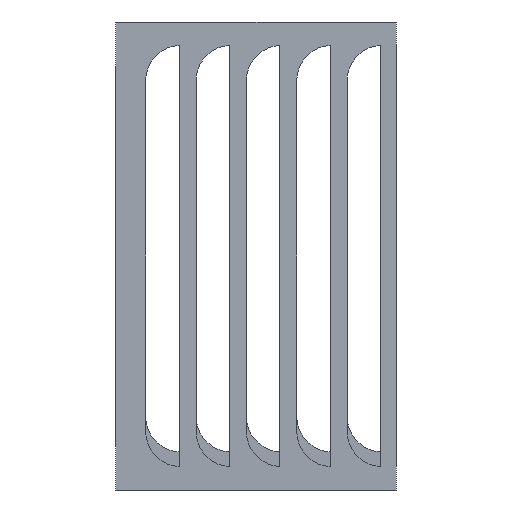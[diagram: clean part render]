
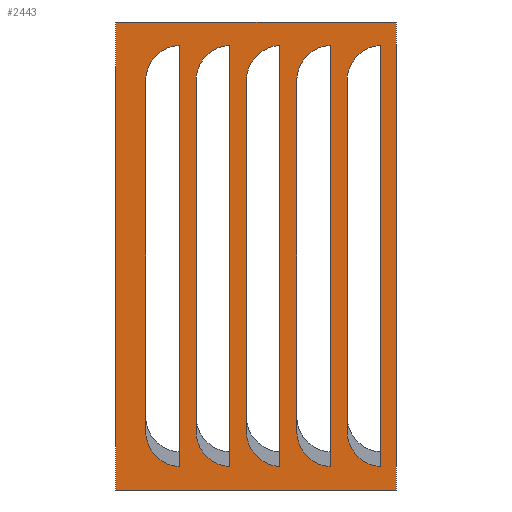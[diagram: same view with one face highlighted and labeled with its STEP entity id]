
A CAD part, left-side view. The second image highlights one B-rep face of the part: STEP entity #2443.
In plain terms, the highlighted planar face has unit normal (-1, 0, 0).
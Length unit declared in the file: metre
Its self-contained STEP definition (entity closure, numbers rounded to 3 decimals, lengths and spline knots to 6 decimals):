
#26=CIRCLE('',#2632,0.009566);
#28=CIRCLE('',#2635,0.009566);
#30=CIRCLE('',#2638,0.009566);
#32=CIRCLE('',#2641,0.009566);
#35=CIRCLE('',#2645,0.009566);
#37=CIRCLE('',#2648,0.009566);
#38=CIRCLE('',#2650,0.009566);
#40=CIRCLE('',#2653,0.009566);
#42=CIRCLE('',#2656,0.009566);
#44=CIRCLE('',#2659,0.009566);
#519=ORIENTED_EDGE('',*,*,#1132,.F.);
#520=ORIENTED_EDGE('',*,*,#1119,.T.);
#521=ORIENTED_EDGE('',*,*,#1133,.T.);
#522=ORIENTED_EDGE('',*,*,#1134,.F.);
#523=ORIENTED_EDGE('',*,*,#1135,.T.);
#524=ORIENTED_EDGE('',*,*,#944,.T.);
#525=ORIENTED_EDGE('',*,*,#1069,.T.);
#526=ORIENTED_EDGE('',*,*,#980,.T.);
#527=ORIENTED_EDGE('',*,*,#1136,.T.);
#528=ORIENTED_EDGE('',*,*,#948,.T.);
#529=ORIENTED_EDGE('',*,*,#1071,.T.);
#530=ORIENTED_EDGE('',*,*,#976,.T.);
#531=ORIENTED_EDGE('',*,*,#1137,.T.);
#532=ORIENTED_EDGE('',*,*,#952,.T.);
#533=ORIENTED_EDGE('',*,*,#1075,.T.);
#534=ORIENTED_EDGE('',*,*,#972,.T.);
#535=ORIENTED_EDGE('',*,*,#1138,.T.);
#536=ORIENTED_EDGE('',*,*,#956,.T.);
#537=ORIENTED_EDGE('',*,*,#1073,.T.);
#538=ORIENTED_EDGE('',*,*,#968,.T.);
#539=ORIENTED_EDGE('',*,*,#1067,.T.);
#540=ORIENTED_EDGE('',*,*,#967,.T.);
#541=ORIENTED_EDGE('',*,*,#984,.T.);
#542=ORIENTED_EDGE('',*,*,#962,.T.);
#944=EDGE_CURVE('',#1278,#1279,#26,.T.);
#948=EDGE_CURVE('',#1282,#1283,#28,.T.);
#952=EDGE_CURVE('',#1286,#1287,#30,.T.);
#956=EDGE_CURVE('',#1290,#1291,#32,.T.);
#962=EDGE_CURVE('',#1297,#1296,#35,.T.);
#967=EDGE_CURVE('',#1299,#1301,#37,.T.);
#968=EDGE_CURVE('',#1302,#1303,#38,.T.);
#972=EDGE_CURVE('',#1306,#1307,#40,.T.);
#976=EDGE_CURVE('',#1310,#1311,#42,.T.);
#980=EDGE_CURVE('',#1314,#1315,#44,.T.);
#984=EDGE_CURVE('',#1301,#1297,#1528,.T.);
#1067=EDGE_CURVE('',#1296,#1299,#1611,.T.);
#1069=EDGE_CURVE('',#1279,#1314,#1613,.T.);
#1071=EDGE_CURVE('',#1283,#1310,#1615,.T.);
#1073=EDGE_CURVE('',#1291,#1302,#1617,.T.);
#1075=EDGE_CURVE('',#1287,#1306,#1619,.T.);
#1119=EDGE_CURVE('',#1421,#1422,#1641,.T.);
#1132=EDGE_CURVE('',#1421,#1423,#1644,.T.);
#1133=EDGE_CURVE('',#1422,#1424,#1645,.T.);
#1134=EDGE_CURVE('',#1423,#1424,#1646,.T.);
#1135=EDGE_CURVE('',#1315,#1278,#1647,.T.);
#1136=EDGE_CURVE('',#1311,#1282,#1648,.T.);
#1137=EDGE_CURVE('',#1307,#1286,#1649,.T.);
#1138=EDGE_CURVE('',#1303,#1290,#1650,.T.);
#1278=VERTEX_POINT('',#3721);
#1279=VERTEX_POINT('',#3722);
#1282=VERTEX_POINT('',#3730);
#1283=VERTEX_POINT('',#3731);
#1286=VERTEX_POINT('',#3739);
#1287=VERTEX_POINT('',#3740);
#1290=VERTEX_POINT('',#3748);
#1291=VERTEX_POINT('',#3749);
#1296=VERTEX_POINT('',#3760);
#1297=VERTEX_POINT('',#3762);
#1299=VERTEX_POINT('',#3767);
#1301=VERTEX_POINT('',#3771);
#1302=VERTEX_POINT('',#3775);
#1303=VERTEX_POINT('',#3776);
#1306=VERTEX_POINT('',#3784);
#1307=VERTEX_POINT('',#3785);
#1310=VERTEX_POINT('',#3793);
#1311=VERTEX_POINT('',#3794);
#1314=VERTEX_POINT('',#3802);
#1315=VERTEX_POINT('',#3803);
#1421=VERTEX_POINT('',#4078);
#1422=VERTEX_POINT('',#4079);
#1423=VERTEX_POINT('',#4094);
#1424=VERTEX_POINT('',#4096);
#1528=LINE('',#3810,#1764);
#1611=LINE('',#3994,#1847);
#1613=LINE('',#3997,#1849);
#1615=LINE('',#4000,#1851);
#1617=LINE('',#4003,#1853);
#1619=LINE('',#4006,#1855);
#1641=LINE('',#4077,#1877);
#1644=LINE('',#4093,#1880);
#1645=LINE('',#4095,#1881);
#1646=LINE('',#4097,#1882);
#1647=LINE('',#4098,#1883);
#1648=LINE('',#4099,#1884);
#1649=LINE('',#4100,#1885);
#1650=LINE('',#4101,#1886);
#1764=VECTOR('',#3053,1.);
#1847=VECTOR('',#3178,1.);
#1849=VECTOR('',#3182,1.);
#1851=VECTOR('',#3186,1.);
#1853=VECTOR('',#3190,1.);
#1855=VECTOR('',#3194,1.);
#1877=VECTOR('',#3268,1.);
#1880=VECTOR('',#3293,1.);
#1881=VECTOR('',#3294,1.);
#1882=VECTOR('',#3295,1.);
#1883=VECTOR('',#3296,1.);
#1884=VECTOR('',#3297,1.);
#1885=VECTOR('',#3298,1.);
#1886=VECTOR('',#3299,1.);
#2005=EDGE_LOOP('',(#519,#520,#521,#522));
#2006=EDGE_LOOP('',(#523,#524,#525,#526));
#2007=EDGE_LOOP('',(#527,#528,#529,#530));
#2008=EDGE_LOOP('',(#531,#532,#533,#534));
#2009=EDGE_LOOP('',(#535,#536,#537,#538));
#2010=EDGE_LOOP('',(#539,#540,#541,#542));
#2191=FACE_BOUND('',#2005,.T.);
#2192=FACE_BOUND('',#2006,.T.);
#2193=FACE_BOUND('',#2007,.T.);
#2194=FACE_BOUND('',#2008,.T.);
#2195=FACE_BOUND('',#2009,.T.);
#2196=FACE_BOUND('',#2010,.T.);
#2344=PLANE('',#2723);
#2443=ADVANCED_FACE('',(#2191,#2192,#2193,#2194,#2195,#2196),#2344,.F.);
#2632=AXIS2_PLACEMENT_3D('',#3720,#2973,#2974);
#2635=AXIS2_PLACEMENT_3D('',#3729,#2981,#2982);
#2638=AXIS2_PLACEMENT_3D('',#3738,#2989,#2990);
#2641=AXIS2_PLACEMENT_3D('',#3747,#2997,#2998);
#2645=AXIS2_PLACEMENT_3D('',#3761,#3008,#3009);
#2648=AXIS2_PLACEMENT_3D('',#3772,#3017,#3018);
#2650=AXIS2_PLACEMENT_3D('',#3774,#3021,#3022);
#2653=AXIS2_PLACEMENT_3D('',#3783,#3029,#3030);
#2656=AXIS2_PLACEMENT_3D('',#3792,#3037,#3038);
#2659=AXIS2_PLACEMENT_3D('',#3801,#3045,#3046);
#2723=AXIS2_PLACEMENT_3D('',#4092,#3291,#3292);
#2973=DIRECTION('',(1.,0.,0.));
#2974=DIRECTION('',(0.,0.,-1.));
#2981=DIRECTION('',(1.,0.,0.));
#2982=DIRECTION('',(0.,0.,-1.));
#2989=DIRECTION('',(1.,0.,0.));
#2990=DIRECTION('',(0.,0.,-1.));
#2997=DIRECTION('',(1.,0.,0.));
#2998=DIRECTION('',(0.,0.,-1.));
#3008=DIRECTION('',(1.,0.,0.));
#3009=DIRECTION('',(0.,0.,-1.));
#3017=DIRECTION('',(1.,0.,0.));
#3018=DIRECTION('',(0.,0.,-1.));
#3021=DIRECTION('',(1.,0.,0.));
#3022=DIRECTION('',(0.,0.,-1.));
#3029=DIRECTION('',(1.,0.,0.));
#3030=DIRECTION('',(0.,0.,-1.));
#3037=DIRECTION('',(1.,0.,0.));
#3038=DIRECTION('',(0.,0.,-1.));
#3045=DIRECTION('',(1.,0.,0.));
#3046=DIRECTION('',(0.,0.,-1.));
#3053=DIRECTION('',(0.,0.,1.));
#3178=DIRECTION('',(0.,0.,-1.));
#3182=DIRECTION('',(0.,0.,-1.));
#3186=DIRECTION('',(0.,0.,-1.));
#3190=DIRECTION('',(0.,0.,-1.));
#3194=DIRECTION('',(0.,0.,-1.));
#3268=DIRECTION('',(0.,1.,0.));
#3291=DIRECTION('',(1.,0.,0.));
#3292=DIRECTION('',(0.,0.,-1.));
#3293=DIRECTION('',(0.,0.,-1.));
#3294=DIRECTION('',(0.,0.,-1.));
#3295=DIRECTION('',(0.,1.,0.));
#3296=DIRECTION('',(0.,0.,1.));
#3297=DIRECTION('',(0.,0.,1.));
#3298=DIRECTION('',(0.,0.,1.));
#3299=DIRECTION('',(0.,0.,1.));
#3720=CARTESIAN_POINT('',(-0.0635,-0.072382,0.047584));
#3721=CARTESIAN_POINT('',(-0.0635,-0.062816,0.047584));
#3722=CARTESIAN_POINT('',(-0.0635,-0.071925,0.057139));
#3729=CARTESIAN_POINT('',(-0.0635,-0.058718,0.047584));
#3730=CARTESIAN_POINT('',(-0.0635,-0.049152,0.047584));
#3731=CARTESIAN_POINT('',(-0.0635,-0.058261,0.057139));
#3738=CARTESIAN_POINT('',(-0.0635,-0.045054,0.047584));
#3739=CARTESIAN_POINT('',(-0.0635,-0.035488,0.047584));
#3740=CARTESIAN_POINT('',(-0.0635,-0.044597,0.057139));
#3747=CARTESIAN_POINT('',(-0.0635,-0.03139,0.047584));
#3748=CARTESIAN_POINT('',(-0.0635,-0.021824,0.047584));
#3749=CARTESIAN_POINT('',(-0.0635,-0.030933,0.057139));
#3760=CARTESIAN_POINT('',(-0.0635,-0.01727,0.057139));
#3761=CARTESIAN_POINT('',(-0.0635,-0.017726,0.047584));
#3762=CARTESIAN_POINT('',(-0.0635,-0.00816,0.047584));
#3767=CARTESIAN_POINT('',(-0.0635,-0.01727,-0.057139));
#3771=CARTESIAN_POINT('',(-0.0635,-0.00816,-0.047584));
#3772=CARTESIAN_POINT('',(-0.0635,-0.017726,-0.047584));
#3774=CARTESIAN_POINT('',(-0.0635,-0.03139,-0.047584));
#3775=CARTESIAN_POINT('',(-0.0635,-0.030933,-0.057139));
#3776=CARTESIAN_POINT('',(-0.0635,-0.021824,-0.047584));
#3783=CARTESIAN_POINT('',(-0.0635,-0.045054,-0.047584));
#3784=CARTESIAN_POINT('',(-0.0635,-0.044597,-0.057139));
#3785=CARTESIAN_POINT('',(-0.0635,-0.035488,-0.047584));
#3792=CARTESIAN_POINT('',(-0.0635,-0.058718,-0.047584));
#3793=CARTESIAN_POINT('',(-0.0635,-0.058261,-0.057139));
#3794=CARTESIAN_POINT('',(-0.0635,-0.049152,-0.047584));
#3801=CARTESIAN_POINT('',(-0.0635,-0.072382,-0.047584));
#3802=CARTESIAN_POINT('',(-0.0635,-0.071925,-0.057139));
#3803=CARTESIAN_POINT('',(-0.0635,-0.062816,-0.047584));
#3810=CARTESIAN_POINT('',(-0.0635,-0.00816,0.));
#3994=CARTESIAN_POINT('',(-0.0635,-0.01727,0.));
#3997=CARTESIAN_POINT('',(-0.0635,-0.071925,0.));
#4000=CARTESIAN_POINT('',(-0.0635,-0.058261,0.));
#4003=CARTESIAN_POINT('',(-0.0635,-0.030933,0.));
#4006=CARTESIAN_POINT('',(-0.0635,-0.044597,0.));
#4077=CARTESIAN_POINT('',(-0.0635,-0.0762,0.0635));
#4078=CARTESIAN_POINT('',(-0.0635,-0.0762,0.0635));
#4079=CARTESIAN_POINT('',(-0.0635,0.,0.0635));
#4092=CARTESIAN_POINT('',(-0.0635,-0.0762,0.));
#4093=CARTESIAN_POINT('',(-0.0635,-0.0762,0.));
#4094=CARTESIAN_POINT('',(-0.0635,-0.0762,-0.0635));
#4095=CARTESIAN_POINT('',(-0.0635,0.,0.));
#4096=CARTESIAN_POINT('',(-0.0635,0.,-0.0635));
#4097=CARTESIAN_POINT('',(-0.0635,-0.0762,-0.0635));
#4098=CARTESIAN_POINT('',(-0.0635,-0.062816,0.));
#4099=CARTESIAN_POINT('',(-0.0635,-0.049152,0.));
#4100=CARTESIAN_POINT('',(-0.0635,-0.035488,0.));
#4101=CARTESIAN_POINT('',(-0.0635,-0.021824,0.));
